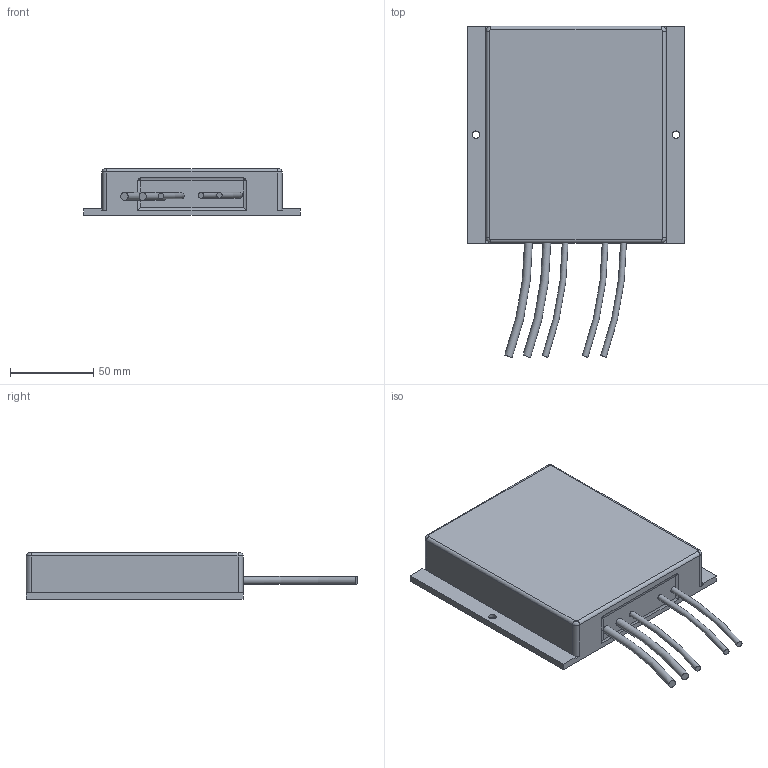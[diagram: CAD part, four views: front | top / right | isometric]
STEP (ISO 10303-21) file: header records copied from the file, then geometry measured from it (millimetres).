
FILE_DESCRIPTION(('HOOPS Exchange Step'),'2;1');
FILE_NAME('export-85B26652-DB90-41E2-ADB6-324D7100469E.stp','2020-02-11T13:18:18+01:00',('julian'),('Alibre'),'HOOPS Exchange 2019.2','Alibre','Unknown authorisation');
FILE_SCHEMA( ('AP203_CONFIGURATION_CONTROLLED_3D_DESIGN_OF_MECHANICAL_PARTS_AND_ASSEMBLIES_MIM_LF') );
Length unit declared in the file: centimetre
Products named in the file (2): Assembly_Boolean_(1); FMC 130x130x28
Assembly tree (1 placements, depth 2):
  FMC 130x130x28
    Assembly_Boolean_(1)
Bounding box: 130 x 198.8 x 28 mm (x, y, z)
Volume: 407741 mm3; surface area: 51196.1 mm2
Topology: 1 solids, 1 shells, 53 faces, 137 edges, 89 vertices
Faces by surface type: plane 24, cylinder 16, torus 9, bspline 2, cone 2
Full cylindrical faces by diameter (mm): 4.5 x2
Entity records: 1787 total; most frequent: CARTESIAN_POINT 406, DIRECTION 297, ORIENTED_EDGE 270, EDGE_CURVE 135, AXIS2_PLACEMENT_3D 116, VERTEX_POINT 89, VECTOR 65, LINE 65
